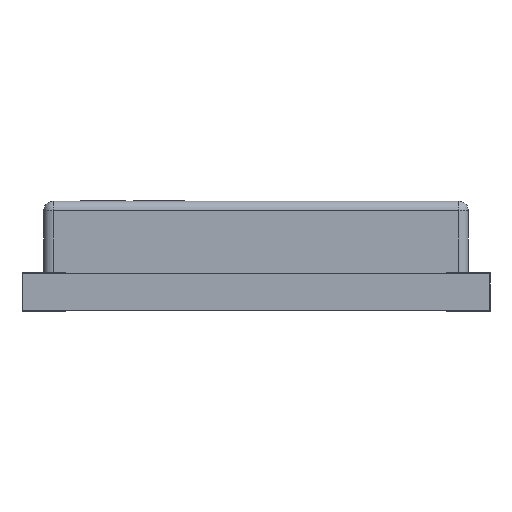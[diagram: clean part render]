
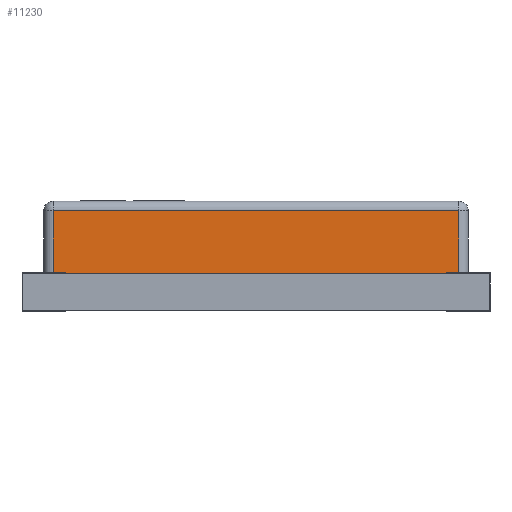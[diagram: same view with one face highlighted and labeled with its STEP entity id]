
A CAD part, front view. The second image highlights one B-rep face of the part: STEP entity #11230.
In plain terms, the highlighted planar face has unit normal (0, -1, 0).
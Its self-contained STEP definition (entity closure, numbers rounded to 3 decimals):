
#302 = VECTOR ( 'NONE', #2411, 1000. ) ;
#750 = EDGE_CURVE ( 'NONE', #1978, #24156, #22929, .T. ) ;
#1978 = VERTEX_POINT ( 'NONE', #9624 ) ;
#2042 = EDGE_CURVE ( 'NONE', #6105, #2186, #9754, .T. ) ;
#2186 = VERTEX_POINT ( 'NONE', #16448 ) ;
#2411 = DIRECTION ( 'NONE',  ( 1., 0., 0. ) ) ;
#3647 = PLANE ( 'NONE',  #9855 ) ;
#4159 = VECTOR ( 'NONE', #7651, 1000. ) ;
#5342 = FACE_OUTER_BOUND ( 'NONE', #23994, .T. ) ;
#5344 = ORIENTED_EDGE ( 'NONE', *, *, #20148, .T. ) ;
#6105 = VERTEX_POINT ( 'NONE', #8368 ) ;
#7473 = VECTOR ( 'NONE', #8244, 1000. ) ;
#7651 = DIRECTION ( 'NONE',  ( 0., 0., 1. ) ) ;
#8244 = DIRECTION ( 'NONE',  ( -1., 0., 0. ) ) ;
#8368 = CARTESIAN_POINT ( 'NONE',  ( 4.21, -4.8, 2.09 ) ) ;
#9624 = CARTESIAN_POINT ( 'NONE',  ( -4.21, -4.8, 0.79 ) ) ;
#9754 = LINE ( 'NONE', #9886, #7473 ) ;
#9855 = AXIS2_PLACEMENT_3D ( 'NONE', #9931, #13840, #20982 ) ;
#9886 = CARTESIAN_POINT ( 'NONE',  ( -4.41, -4.8, 2.09 ) ) ;
#9931 = CARTESIAN_POINT ( 'NONE',  ( -4.41, -4.8, 2.29 ) ) ;
#10192 = ORIENTED_EDGE ( 'NONE', *, *, #750, .T. ) ;
#11230 = ADVANCED_FACE ( 'NONE', ( #5342 ), #3647, .F. ) ;
#11880 = CARTESIAN_POINT ( 'NONE',  ( -4.41, -4.8, 0.79 ) ) ;
#11986 = CARTESIAN_POINT ( 'NONE',  ( 4.21, -4.8, 0.79 ) ) ;
#13840 = DIRECTION ( 'NONE',  ( 0., 1., 0. ) ) ;
#13912 = VECTOR ( 'NONE', #18633, 1000. ) ;
#15252 = CARTESIAN_POINT ( 'NONE',  ( -4.21, -4.8, 2.29 ) ) ;
#16448 = CARTESIAN_POINT ( 'NONE',  ( -4.21, -4.8, 2.09 ) ) ;
#16488 = EDGE_CURVE ( 'NONE', #2186, #1978, #21120, .T. ) ;
#16670 = LINE ( 'NONE', #18795, #4159 ) ;
#16919 = ORIENTED_EDGE ( 'NONE', *, *, #16488, .T. ) ;
#18633 = DIRECTION ( 'NONE',  ( 0., 0., -1. ) ) ;
#18795 = CARTESIAN_POINT ( 'NONE',  ( 4.21, -4.8, 2.29 ) ) ;
#20148 = EDGE_CURVE ( 'NONE', #24156, #6105, #16670, .T. ) ;
#20982 = DIRECTION ( 'NONE',  ( 0., 0., 1. ) ) ;
#21120 = LINE ( 'NONE', #15252, #13912 ) ;
#22748 = ORIENTED_EDGE ( 'NONE', *, *, #2042, .T. ) ;
#22929 = LINE ( 'NONE', #11880, #302 ) ;
#23994 = EDGE_LOOP ( 'NONE', ( #22748, #16919, #10192, #5344 ) ) ;
#24156 = VERTEX_POINT ( 'NONE', #11986 ) ;
